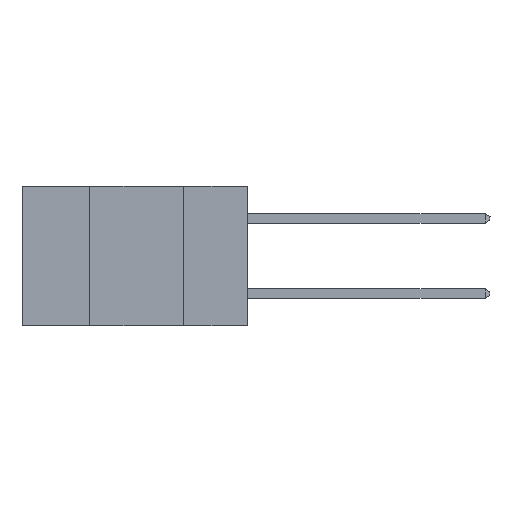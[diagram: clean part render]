
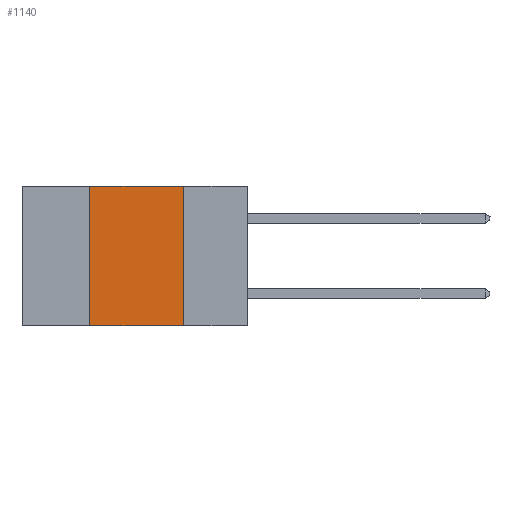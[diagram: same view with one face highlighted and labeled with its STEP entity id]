
A CAD part, left-side view. The second image highlights one B-rep face of the part: STEP entity #1140.
In plain terms, the highlighted planar face has unit normal (-1, 0, 0).
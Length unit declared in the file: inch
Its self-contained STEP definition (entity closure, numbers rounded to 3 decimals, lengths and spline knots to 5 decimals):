
#762 = DIRECTION ( 'NONE',  ( 0., 0., -1. ) ) ;
#781 = AXIS2_PLACEMENT_3D ( 'NONE', #985, #9531, #762 ) ;
#985 = CARTESIAN_POINT ( 'NONE',  ( 0., 0.6, 0. ) ) ;
#1140 = ADVANCED_FACE ( 'NONE', ( #9317 ), #4049, .F. ) ;
#1396 = VECTOR ( 'NONE', #16611, 39.37008 ) ;
#2788 = ORIENTED_EDGE ( 'NONE', *, *, #11991, .F. ) ;
#3011 = ORIENTED_EDGE ( 'NONE', *, *, #11957, .T. ) ;
#3307 = LINE ( 'NONE', #16504, #7327 ) ;
#3376 = VECTOR ( 'NONE', #19616, 39.37008 ) ;
#3875 = CARTESIAN_POINT ( 'NONE',  ( 0., 0.17, 0. ) ) ;
#4049 = PLANE ( 'NONE',  #781 ) ;
#4306 = CARTESIAN_POINT ( 'NONE',  ( 0., 0.17, -0.37 ) ) ;
#5458 = EDGE_CURVE ( 'NONE', #9656, #20664, #13000, .T. ) ;
#6938 = EDGE_CURVE ( 'NONE', #12468, #16591, #12817, .T. ) ;
#7327 = VECTOR ( 'NONE', #16823, 39.37008 ) ;
#9317 = FACE_OUTER_BOUND ( 'NONE', #21636, .T. ) ;
#9531 = DIRECTION ( 'NONE',  ( 1., 0., 0. ) ) ;
#9656 = VERTEX_POINT ( 'NONE', #3875 ) ;
#10516 = VECTOR ( 'NONE', #15981, 39.37008 ) ;
#11588 = CARTESIAN_POINT ( 'NONE',  ( 0., 0.42, -0.37 ) ) ;
#11957 = EDGE_CURVE ( 'NONE', #12468, #20664, #3307, .T. ) ;
#11991 = EDGE_CURVE ( 'NONE', #16591, #9656, #19788, .T. ) ;
#12468 = VERTEX_POINT ( 'NONE', #16472 ) ;
#12817 = LINE ( 'NONE', #11588, #3376 ) ;
#13000 = LINE ( 'NONE', #4306, #10516 ) ;
#13321 = CARTESIAN_POINT ( 'NONE',  ( 0., 0.6, 0. ) ) ;
#13748 = ORIENTED_EDGE ( 'NONE', *, *, #5458, .F. ) ;
#15832 = ORIENTED_EDGE ( 'NONE', *, *, #6938, .F. ) ;
#15981 = DIRECTION ( 'NONE',  ( 0., 0., -1. ) ) ;
#16415 = CARTESIAN_POINT ( 'NONE',  ( 0., 0.42, 0. ) ) ;
#16472 = CARTESIAN_POINT ( 'NONE',  ( 0., 0.42, -0.37 ) ) ;
#16504 = CARTESIAN_POINT ( 'NONE',  ( 0., 0.6, -0.37 ) ) ;
#16591 = VERTEX_POINT ( 'NONE', #16415 ) ;
#16611 = DIRECTION ( 'NONE',  ( 0., -1., 0. ) ) ;
#16823 = DIRECTION ( 'NONE',  ( 0., -1., 0. ) ) ;
#19616 = DIRECTION ( 'NONE',  ( 0., 0., 1. ) ) ;
#19788 = LINE ( 'NONE', #13321, #1396 ) ;
#20215 = CARTESIAN_POINT ( 'NONE',  ( 0., 0.17, -0.37 ) ) ;
#20664 = VERTEX_POINT ( 'NONE', #20215 ) ;
#21636 = EDGE_LOOP ( 'NONE', ( #13748, #2788, #15832, #3011 ) ) ;
